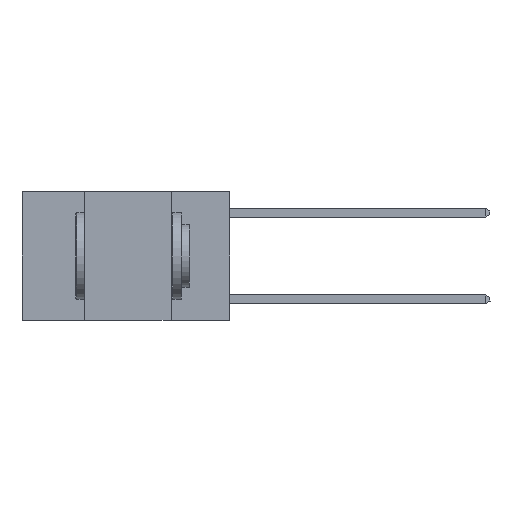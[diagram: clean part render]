
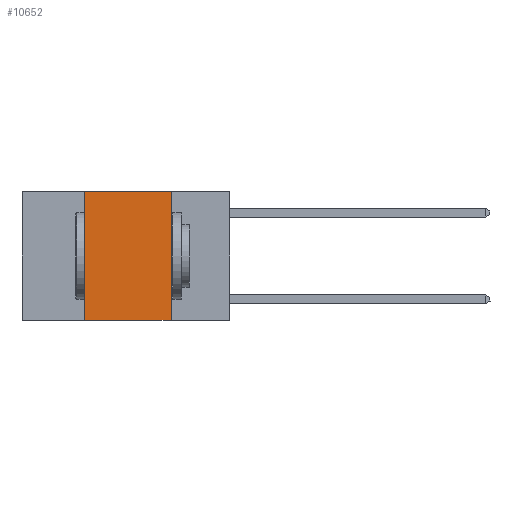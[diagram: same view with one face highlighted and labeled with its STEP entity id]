
A CAD part, left-side view. The second image highlights one B-rep face of the part: STEP entity #10652.
In plain terms, the highlighted planar face has unit normal (-1, 0, 0).
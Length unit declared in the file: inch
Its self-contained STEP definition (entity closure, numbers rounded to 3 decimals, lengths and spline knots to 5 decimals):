
#106 = VECTOR ( 'NONE', #19864, 39.37008 ) ;
#668 = CARTESIAN_POINT ( 'NONE',  ( 0., 0.17, 0. ) ) ;
#1544 = CARTESIAN_POINT ( 'NONE',  ( 0., 0.6, -0.37 ) ) ;
#2030 = DIRECTION ( 'NONE',  ( 0., 0., -1. ) ) ;
#2269 = CARTESIAN_POINT ( 'NONE',  ( 0., 0.6, 0. ) ) ;
#2580 = PLANE ( 'NONE',  #14723 ) ;
#3260 = CARTESIAN_POINT ( 'NONE',  ( 0., 0.42, 0. ) ) ;
#3476 = LINE ( 'NONE', #1544, #14610 ) ;
#3779 = VERTEX_POINT ( 'NONE', #4551 ) ;
#3950 = LINE ( 'NONE', #14631, #25124 ) ;
#4551 = CARTESIAN_POINT ( 'NONE',  ( 0., 0.42, 0. ) ) ;
#4780 = DIRECTION ( 'NONE',  ( 1., 0., 0. ) ) ;
#6988 = EDGE_CURVE ( 'NONE', #12076, #20519, #3950, .T. ) ;
#7241 = DIRECTION ( 'NONE',  ( 0., 0., -1. ) ) ;
#10652 = ADVANCED_FACE ( 'NONE', ( #21521 ), #2580, .F. ) ;
#10661 = CARTESIAN_POINT ( 'NONE',  ( 0., 0.17, -0.37 ) ) ;
#12076 = VERTEX_POINT ( 'NONE', #668 ) ;
#12299 = ORIENTED_EDGE ( 'NONE', *, *, #6988, .F. ) ;
#12562 = LINE ( 'NONE', #2269, #23455 ) ;
#13157 = EDGE_CURVE ( 'NONE', #14483, #3779, #18337, .T. ) ;
#14483 = VERTEX_POINT ( 'NONE', #15339 ) ;
#14610 = VECTOR ( 'NONE', #15939, 39.37008 ) ;
#14631 = CARTESIAN_POINT ( 'NONE',  ( 0., 0.17, 0. ) ) ;
#14723 = AXIS2_PLACEMENT_3D ( 'NONE', #19593, #4780, #7241 ) ;
#15339 = CARTESIAN_POINT ( 'NONE',  ( 0., 0.42, -0.37 ) ) ;
#15939 = DIRECTION ( 'NONE',  ( 0., -1., 0. ) ) ;
#16714 = EDGE_CURVE ( 'NONE', #14483, #20519, #3476, .T. ) ;
#17779 = ORIENTED_EDGE ( 'NONE', *, *, #27075, .F. ) ;
#18337 = LINE ( 'NONE', #3260, #106 ) ;
#19593 = CARTESIAN_POINT ( 'NONE',  ( 0., 0.6, 0. ) ) ;
#19864 = DIRECTION ( 'NONE',  ( 0., 0., 1. ) ) ;
#20071 = ORIENTED_EDGE ( 'NONE', *, *, #16714, .T. ) ;
#20519 = VERTEX_POINT ( 'NONE', #10661 ) ;
#21501 = EDGE_LOOP ( 'NONE', ( #12299, #17779, #24236, #20071 ) ) ;
#21521 = FACE_OUTER_BOUND ( 'NONE', #21501, .T. ) ;
#23277 = DIRECTION ( 'NONE',  ( 0., -1., 0. ) ) ;
#23455 = VECTOR ( 'NONE', #23277, 39.37008 ) ;
#24236 = ORIENTED_EDGE ( 'NONE', *, *, #13157, .F. ) ;
#25124 = VECTOR ( 'NONE', #2030, 39.37008 ) ;
#27075 = EDGE_CURVE ( 'NONE', #3779, #12076, #12562, .T. ) ;
